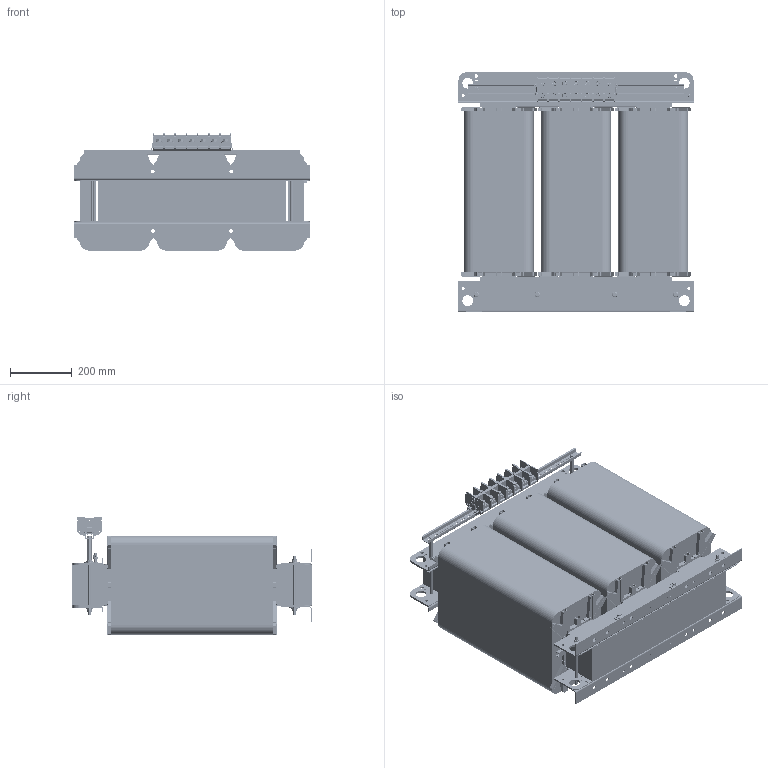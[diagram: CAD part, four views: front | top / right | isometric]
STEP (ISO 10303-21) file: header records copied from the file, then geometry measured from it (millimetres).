
FILE_DESCRIPTION(/* description */ (''),/* implementation_level */ '2;1');
FILE_NAME(/* name */ 'TTX125_V01.stp',/* time_stamp */ '2023-11-23T10:52:48+01:00',/* author */ ('ops'),/* organization */ (''),/* preprocessor_version */ 'ST-DEVELOPER v16.13',/* originating_system */ 'Autodesk Inventor 2018',/* authorisation */ '');
FILE_SCHEMA (('AUTOMOTIVE_DESIGN { 1 0 10303 214 3 1 1 }'));
Products named in the file (1): TTX125_V01
Bounding box: 760 x 773 x 379 mm (x, y, z)
Volume: 127473363.3 mm3; surface area: 8575870.4 mm2
Topology: 192 solids, 192 shells, 10372 faces, 27178 edges, 17476 vertices
Faces by surface type: plane 7920, cylinder 1783, cone 598, torus 67, sphere 4
Full cylindrical faces by diameter (mm): 3 x4, 3.5 x8, 3.92 x4, 4.1 x14, 4.2 x28, 4.96 x14, 5.1 x14, 6.42 x28, 6.5 x14, 6.6 x14, 6.647 x21, 7.323 x2, 8 x11, 8.3 x14, 8.376 x2, 8.4 x11, 9 x20, 9.85 x14, 10.5 x14, 11.4 x2, 11.5 x22, 11.7 x1, 12 x48, 12.25 x14, 13 x16, 16 x11, 20 x14, 24 x8, 35 x16, 37 x8
Entity records: 319702 total; most frequent: CARTESIAN_POINT 56013, ORIENTED_EDGE 52894, DIRECTION 50968, EDGE_CURVE 26447, LINE 21480, VECTOR 21480, VERTEX_POINT 17433, AXIS2_PLACEMENT_3D 14744
